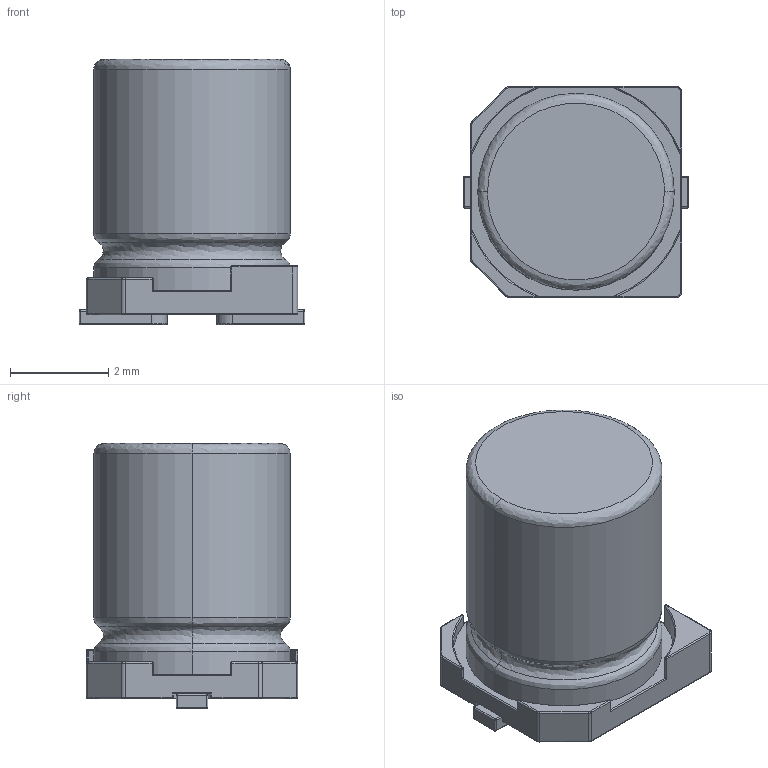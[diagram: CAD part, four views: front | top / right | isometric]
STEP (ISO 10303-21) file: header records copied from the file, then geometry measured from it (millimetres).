
FILE_DESCRIPTION (( 'STEP AP214' ), '1' );
FILE_NAME ('User Library-CEL4D43S54H.STEP', '2019-12-08T21:52:23', ( '' ), ( '' ), 'SwSTEP 2.0', 'SolidWorks 2019', '' );
FILE_SCHEMA (( 'AUTOMOTIVE_DESIGN' ));
Length unit declared in the file: inch
Products named in the file (1): User Library-CEL4D43S54H
Bounding box: 4.6 x 4.3 x 5.4 mm (x, y, z)
Volume: 68.4 mm3; surface area: 113.6 mm2
Topology: 1 solids, 1 shells, 150 faces, 363 edges, 200 vertices
Faces by surface type: cylinder 75, bspline 46, plane 29
Entity records: 4921 total; most frequent: CARTESIAN_POINT 1756, ORIENTED_EDGE 694, DIRECTION 627, EDGE_CURVE 347, AXIS2_PLACEMENT_3D 239, VERTEX_POINT 200, EDGE_LOOP 151, ADVANCED_FACE 150
